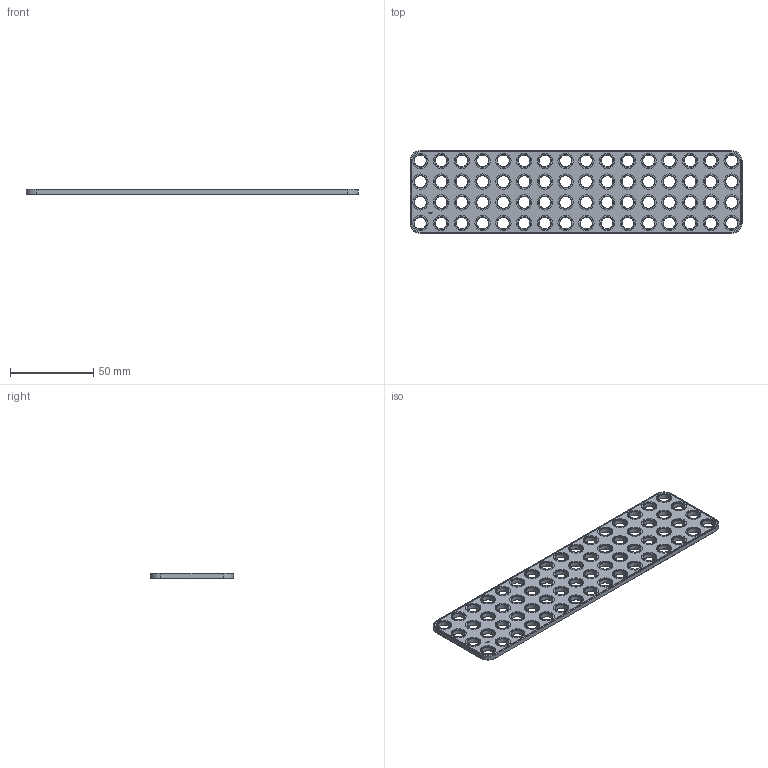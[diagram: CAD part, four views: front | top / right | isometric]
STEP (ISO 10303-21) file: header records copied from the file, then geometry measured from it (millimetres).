
FILE_DESCRIPTION(('FreeCAD Model'),'2;1');
FILE_NAME('Open CASCADE Shape Model','2024-10-08T19:07:36',(''),(''), 'Open CASCADE STEP processor 7.7','FreeCAD','Unknown');
FILE_SCHEMA(('AUTOMOTIVE_DESIGN { 1 0 10303 214 1 1 1 1 }'));
Length unit declared in the file: millimetre
Products named in the file (1): Plate RCT CRNR BU16x04x00.25 - SPN-PLT-0178 (stemfie.org)
Bounding box: 200 x 50 x 3.12 mm (x, y, z)
Volume: 22209.5 mm3; surface area: 20750 mm2
Topology: 1 solids, 1 shells, 790 faces, 1929 edges, 1238 vertices
Faces by surface type: plane 392, cylinder 136, cone 136, extrusion 126
Full cylindrical faces by diameter (mm): 7 x64, 9.2 x64
Entity records: 23715 total; most frequent: CARTESIAN_POINT 4990, ORIENTED_EDGE 3858, DIRECTION 3541, EDGE_CURVE 1929, VECTOR 1395, LINE 1269, VERTEX_POINT 1238, AXIS2_PLACEMENT_3D 1073
